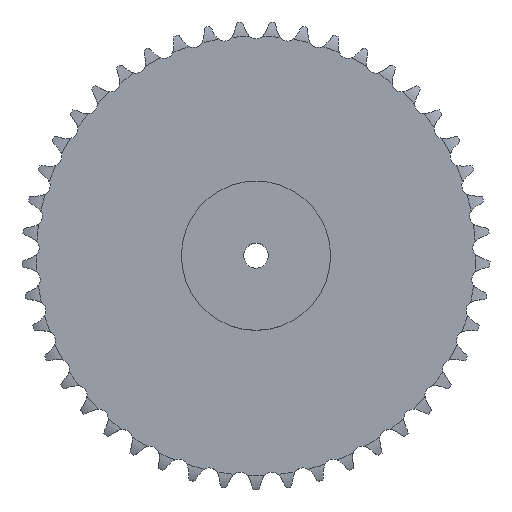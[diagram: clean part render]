
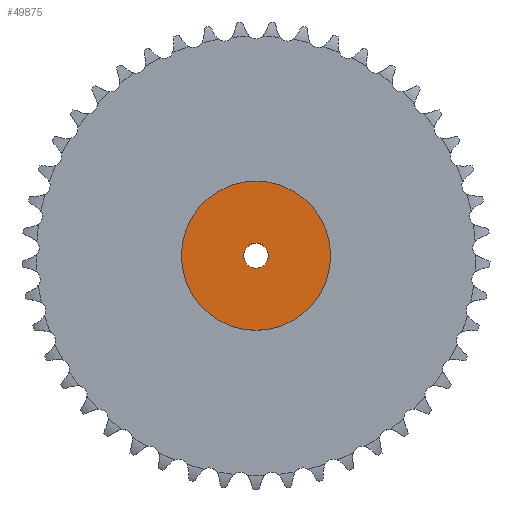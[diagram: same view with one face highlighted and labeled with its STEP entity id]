
A CAD part, top view. The second image highlights one B-rep face of the part: STEP entity #49875.
In plain terms, the highlighted planar face has unit normal (0, 0, 1).
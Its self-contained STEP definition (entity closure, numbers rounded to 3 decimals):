
#5421 = CYLINDRICAL_SURFACE('',#5422,75.);
#5422 = AXIS2_PLACEMENT_3D('',#5423,#5424,#5425);
#5423 = CARTESIAN_POINT('',(0.,0.,0.));
#5424 = DIRECTION('',(-0.,-0.,-1.));
#5425 = DIRECTION('',(1.,0.,0.));
#31162 = VERTEX_POINT('',#31163);
#31163 = CARTESIAN_POINT('',(75.,0.,70.));
#31184 = EDGE_CURVE('',#31162,#31162,#31185,.T.);
#31185 = SURFACE_CURVE('',#31186,(#31191,#31198),.PCURVE_S1.);
#31186 = CIRCLE('',#31187,75.);
#31187 = AXIS2_PLACEMENT_3D('',#31188,#31189,#31190);
#31188 = CARTESIAN_POINT('',(0.,0.,70.));
#31189 = DIRECTION('',(0.,0.,1.));
#31190 = DIRECTION('',(1.,0.,0.));
#31191 = PCURVE('',#5421,#31192);
#31192 = DEFINITIONAL_REPRESENTATION('',(#31193),#31197);
#31193 = LINE('',#31194,#31195);
#31194 = CARTESIAN_POINT('',(-0.,-70.));
#31195 = VECTOR('',#31196,1.);
#31196 = DIRECTION('',(-1.,0.));
#31197 = ( GEOMETRIC_REPRESENTATION_CONTEXT(2) 
PARAMETRIC_REPRESENTATION_CONTEXT() REPRESENTATION_CONTEXT('2D SPACE',''
  ) );
#31198 = PCURVE('',#31199,#31204);
#31199 = PLANE('',#31200);
#31200 = AXIS2_PLACEMENT_3D('',#31201,#31202,#31203);
#31201 = CARTESIAN_POINT('',(0.,0.,70.)
  );
#31202 = DIRECTION('',(0.,0.,1.));
#31203 = DIRECTION('',(1.,0.,0.));
#31204 = DEFINITIONAL_REPRESENTATION('',(#31205),#31209);
#31205 = CIRCLE('',#31206,75.);
#31206 = AXIS2_PLACEMENT_2D('',#31207,#31208);
#31207 = CARTESIAN_POINT('',(0.,0.));
#31208 = DIRECTION('',(1.,0.));
#31209 = ( GEOMETRIC_REPRESENTATION_CONTEXT(2) 
PARAMETRIC_REPRESENTATION_CONTEXT() REPRESENTATION_CONTEXT('2D SPACE',''
  ) );
#42426 = CYLINDRICAL_SURFACE('',#42427,12.5);
#42427 = AXIS2_PLACEMENT_3D('',#42428,#42429,#42430);
#42428 = CARTESIAN_POINT('',(0.,0.,699.146));
#42429 = DIRECTION('',(0.,0.,1.));
#42430 = DIRECTION('',(1.,0.,0.));
#49875 = ADVANCED_FACE('',(#49876,#49879),#31199,.T.);
#49876 = FACE_BOUND('',#49877,.T.);
#49877 = EDGE_LOOP('',(#49878));
#49878 = ORIENTED_EDGE('',*,*,#31184,.T.);
#49879 = FACE_BOUND('',#49880,.T.);
#49880 = EDGE_LOOP('',(#49881));
#49881 = ORIENTED_EDGE('',*,*,#49882,.F.);
#49882 = EDGE_CURVE('',#49883,#49883,#49885,.T.);
#49883 = VERTEX_POINT('',#49884);
#49884 = CARTESIAN_POINT('',(12.5,0.,70.));
#49885 = SURFACE_CURVE('',#49886,(#49891,#49898),.PCURVE_S1.);
#49886 = CIRCLE('',#49887,12.5);
#49887 = AXIS2_PLACEMENT_3D('',#49888,#49889,#49890);
#49888 = CARTESIAN_POINT('',(0.,0.,70.));
#49889 = DIRECTION('',(0.,0.,1.));
#49890 = DIRECTION('',(1.,0.,0.));
#49891 = PCURVE('',#31199,#49892);
#49892 = DEFINITIONAL_REPRESENTATION('',(#49893),#49897);
#49893 = CIRCLE('',#49894,12.5);
#49894 = AXIS2_PLACEMENT_2D('',#49895,#49896);
#49895 = CARTESIAN_POINT('',(0.,0.));
#49896 = DIRECTION('',(1.,0.));
#49897 = ( GEOMETRIC_REPRESENTATION_CONTEXT(2) 
PARAMETRIC_REPRESENTATION_CONTEXT() REPRESENTATION_CONTEXT('2D SPACE',''
  ) );
#49898 = PCURVE('',#42426,#49899);
#49899 = DEFINITIONAL_REPRESENTATION('',(#49900),#49904);
#49900 = LINE('',#49901,#49902);
#49901 = CARTESIAN_POINT('',(0.,-629.146));
#49902 = VECTOR('',#49903,1.);
#49903 = DIRECTION('',(1.,0.));
#49904 = ( GEOMETRIC_REPRESENTATION_CONTEXT(2) 
PARAMETRIC_REPRESENTATION_CONTEXT() REPRESENTATION_CONTEXT('2D SPACE',''
  ) );
